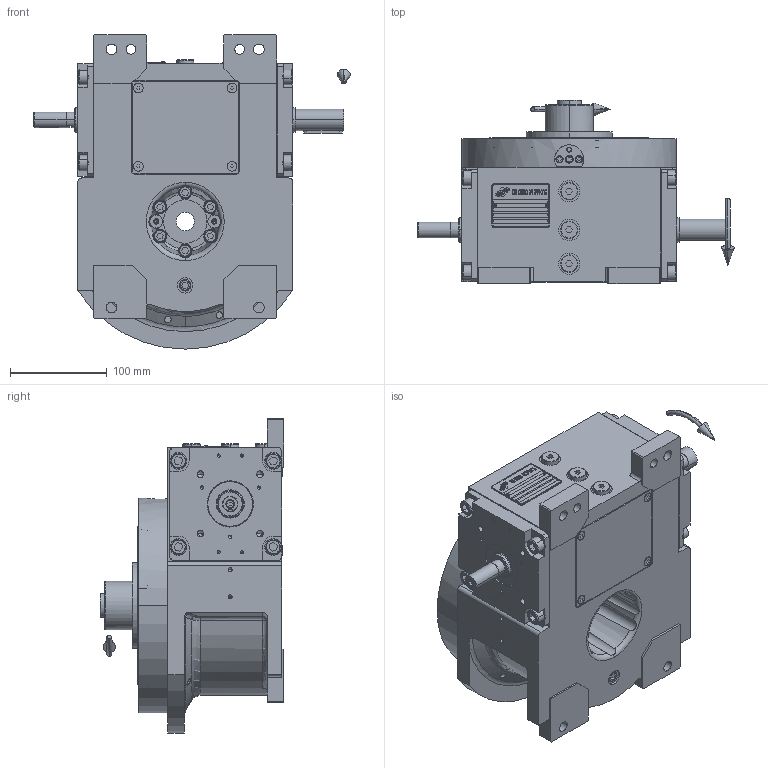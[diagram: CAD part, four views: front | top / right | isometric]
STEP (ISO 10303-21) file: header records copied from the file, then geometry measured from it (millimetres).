
FILE_DESCRIPTION (( 'STEP AP203' ), '1' );
FILE_NAME ('PC5202005.step', '2026-04-04T08:39:09', ( '' ), ( '' ), 'SwSTEP 2.0', 'SolidWorks 2020', '' );
FILE_SCHEMA (( 'CONFIG_CONTROL_DESIGN' ));
Length unit declared in the file: millimetre
Products named in the file (82): cfn2107_01_001; cfn2201_01_040; cfn2155_01_303; cfn2000_01_103; cfn2000_01_126; cfn2003_01_054; CFN2223_01-570X6-B^rig06_071_06_m_asm(2)_rig06_071_06_m_asm.stp; rig06_004; cfn2158_01_010; cfn2276_01_074; CFN2000_01_185^RIG06_005_ASM_rig06_071_06_m_asm(2)_rig06_071_06_m_asm.stp; rig06_002_bc; AS_rig06_014; rig06_001_a; freccia_angolare_albero; CFN2356_03_047^rig06_071_06_m_asm(2)_rig06_071_06_m_asm.stp; cfn2128_04_004; PC5202005; cfn2151_01_109; rig06_005_n_01; cfn2104_01_004; cfn2205_01_013; rig06_016; cfn2115_02_182; AS_900_38_30_003; rig06_014; olio_agip_blasia_150; RIG06_005_ASM^rig06_071_06_m_asm(2)_rig06_071_06_m_asm.stp; cfn2000_01_161; cfn2151_01_290; CFN2010_01_012^rig06_071_06_m_asm(2)_rig06_071_06_m_asm.stp; cfn2155_01_056; AS_rig06_004_s_001; AS_rig06_004; cfn2151_01_090; cfn2000_01_124; CFN2104_02_017^RIG06_005_ASM_rig06_071_06_m_asm(2)_rig06_071_06_m_asm.stp; cfn2128_19_002; cfn2104_01_016; freccia_angolare ...
Assembly tree (73 placements, depth 5):
  cfn2201_01_040
  CFN2223_01-570X6-B^rig06_071_06_m_asm(2)_rig06_071_06_m_asm.stp
  cfn2158_01_010
  cfn2276_01_074
  CFN2356_03_047^rig06_071_06_m_asm(2)_rig06_071_06_m_asm.stp
Bounding box: 327 x 190 x 325 mm (x, y, z)
Volume: 2390466.3 mm3; surface area: 763079 mm2
Topology: 64 solids, 64 shells, 2038 faces, 5044 edges, 3228 vertices
Faces by surface type: plane 1027, cylinder 659, cone 322, torus 18, bspline 6, sphere 6
Entity records: 69883 total; most frequent: CARTESIAN_POINT 15170, DIRECTION 9755, ORIENTED_EDGE 9344, EDGE_CURVE 4672, AXIS2_PLACEMENT_3D 3376, VERTEX_POINT 3047, LINE 3003, VECTOR 3003
